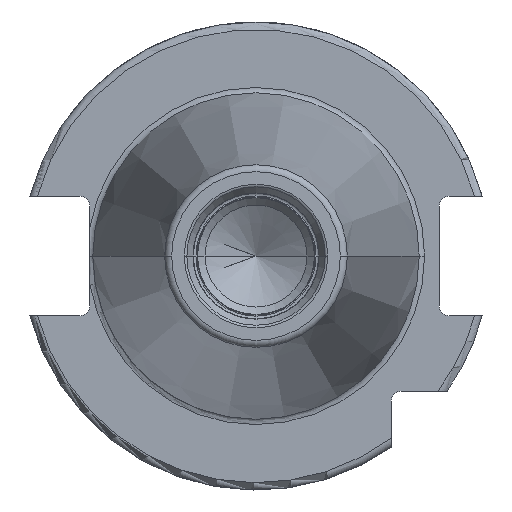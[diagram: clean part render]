
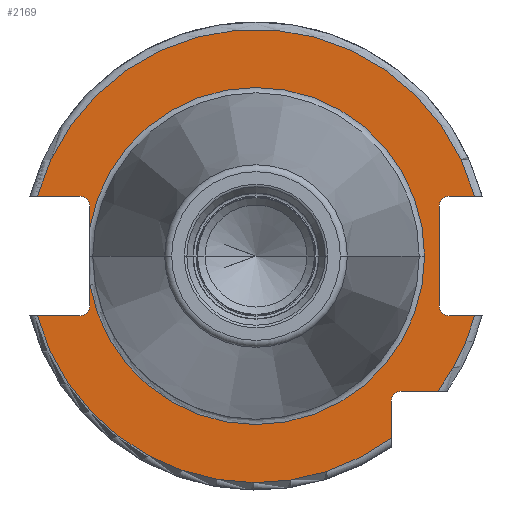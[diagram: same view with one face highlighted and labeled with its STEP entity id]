
A CAD part, left-side view. The second image highlights one B-rep face of the part: STEP entity #2169.
In plain terms, the highlighted planar face has unit normal (-1, 0, 0).
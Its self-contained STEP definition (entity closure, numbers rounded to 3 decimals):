
#105=CARTESIAN_POINT('',(3.2,22.55,-3.842));
#117=CARTESIAN_POINT('',(3.2,0.,0.));
#118=DIRECTION('',(-1.,0.,0.));
#119=DIRECTION('',(0.,0.986,-0.168));
#120=AXIS2_PLACEMENT_3D('',#117,#118,#119);
#135=CARTESIAN_POINT('',(3.2,23.9,-6.75));
#136=DIRECTION('',(1.,0.,0.));
#137=DIRECTION('',(0.,-1.,0.));
#138=AXIS2_PLACEMENT_3D('',#135,#136,#137);
#299=CARTESIAN_POINT('',(3.2,23.9,6.75));
#300=DIRECTION('',(1.,0.,0.));
#301=DIRECTION('',(0.,0.,1.));
#302=AXIS2_PLACEMENT_3D('',#299,#300,#301);
#344=CARTESIAN_POINT('',(3.2,-26.2,6.75));
#345=DIRECTION('',(1.,0.,0.));
#346=DIRECTION('',(0.,1.,0.));
#347=AXIS2_PLACEMENT_3D('',#344,#345,#346);
#362=CARTESIAN_POINT('',(3.2,-26.2,-6.75));
#363=DIRECTION('',(1.,0.,0.));
#364=DIRECTION('',(0.,0.,-1.));
#365=AXIS2_PLACEMENT_3D('',#362,#363,#364);
#429=DIRECTION('',(0.,0.,-1.));
#430=VECTOR('',#429,2.908);
#431=CARTESIAN_POINT('',(3.2,22.55,6.75));
#432=LINE('',#431,#430);
#433=DIRECTION('',(0.,-1.,0.));
#434=VECTOR('',#433,5.777);
#435=CARTESIAN_POINT('',(3.2,29.677,8.1));
#436=LINE('',#435,#434);
#437=CARTESIAN_POINT('',(3.2,0.,0.));
#438=DIRECTION('',(1.,0.,0.));
#439=DIRECTION('',(0.,0.965,0.263));
#440=AXIS2_PLACEMENT_3D('',#437,#438,#439);
#442=DIRECTION('',(0.,1.,0.));
#443=VECTOR('',#442,3.477);
#444=CARTESIAN_POINT('',(3.2,-29.677,8.1));
#445=LINE('',#444,#443);
#446=DIRECTION('',(0.,0.,1.));
#447=VECTOR('',#446,13.5);
#448=CARTESIAN_POINT('',(3.2,-24.85,-6.75));
#449=LINE('',#448,#447);
#450=DIRECTION('',(0.,1.,0.));
#451=VECTOR('',#450,3.477);
#452=CARTESIAN_POINT('',(3.2,-29.677,-8.1));
#453=LINE('',#452,#451);
#454=CARTESIAN_POINT('',(3.2,0.,0.));
#455=DIRECTION('',(-1.,0.,0.));
#456=DIRECTION('',(0.,-0.803,-0.597));
#457=AXIS2_PLACEMENT_3D('',#454,#455,#456);
#459=DIRECTION('',(0.,-1.,0.));
#460=VECTOR('',#459,4.99);
#461=CARTESIAN_POINT('',(3.2,-19.7,-18.35));
#462=LINE('',#461,#460);
#463=DIRECTION('',(0.,0.,1.));
#464=VECTOR('',#463,4.99);
#465=CARTESIAN_POINT('',(3.2,-18.35,-24.69));
#466=LINE('',#465,#464);
#467=CARTESIAN_POINT('',(3.2,0.,0.));
#468=DIRECTION('',(-1.,0.,0.));
#469=DIRECTION('',(0.,0.965,-0.263));
#470=AXIS2_PLACEMENT_3D('',#467,#468,#469);
#472=DIRECTION('',(0.,-1.,0.));
#473=VECTOR('',#472,5.777);
#474=CARTESIAN_POINT('',(3.2,29.677,-8.1));
#475=LINE('',#474,#473);
#476=DIRECTION('',(0.,0.,-1.));
#477=VECTOR('',#476,2.908);
#478=CARTESIAN_POINT('',(3.2,22.55,-3.842));
#479=LINE('',#478,#477);
#489=CARTESIAN_POINT('',(3.2,29.677,8.1));
#496=CARTESIAN_POINT('',(3.2,-29.677,8.1));
#916=CARTESIAN_POINT('',(3.2,29.677,-8.1));
#952=CARTESIAN_POINT('',(3.2,-29.677,-8.1));
#979=CARTESIAN_POINT('',(3.2,-19.7,-19.7));
#980=DIRECTION('',(1.,0.,0.));
#981=DIRECTION('',(0.,1.,0.));
#982=AXIS2_PLACEMENT_3D('',#979,#980,#981);
#1050=CARTESIAN_POINT('',(3.2,22.55,3.842));
#1061=CARTESIAN_POINT('',(3.2,0.,0.));
#1062=DIRECTION('',(1.,0.,0.));
#1063=DIRECTION('',(0.,0.986,0.168));
#1064=AXIS2_PLACEMENT_3D('',#1061,#1062,#1063);
#1284=CARTESIAN_POINT('',(3.2,-22.875,0.));
#1286=VERTEX_POINT('',#1284);
#1426=VERTEX_POINT('',#1050);
#1428=VERTEX_POINT('',#105);
#1431=VERTEX_POINT('',#489);
#1432=VERTEX_POINT('',#496);
#1435=VERTEX_POINT('',#916);
#1436=VERTEX_POINT('',#952);
#1451=CARTESIAN_POINT('',(3.2,-18.35,-24.69));
#1452=VERTEX_POINT('',#1451);
#1454=CARTESIAN_POINT('',(3.2,23.9,-8.1));
#1456=VERTEX_POINT('',#1454);
#1458=CARTESIAN_POINT('',(3.2,23.9,8.1));
#1460=VERTEX_POINT('',#1458);
#1462=CARTESIAN_POINT('',(3.2,-24.85,-6.75));
#1464=VERTEX_POINT('',#1462);
#1466=CARTESIAN_POINT('',(3.2,-26.2,-8.1));
#1468=VERTEX_POINT('',#1466);
#1470=CARTESIAN_POINT('',(3.2,-26.2,8.1));
#1472=VERTEX_POINT('',#1470);
#1474=CARTESIAN_POINT('',(3.2,-24.85,6.75));
#1476=VERTEX_POINT('',#1474);
#1483=CARTESIAN_POINT('',(3.2,22.55,6.75));
#1484=VERTEX_POINT('',#1483);
#1485=CARTESIAN_POINT('',(3.2,22.55,-6.75));
#1486=VERTEX_POINT('',#1485);
#1487=CARTESIAN_POINT('',(3.2,-19.7,-18.35));
#1488=CARTESIAN_POINT('',(3.2,-24.69,-18.35));
#1489=VERTEX_POINT('',#1487);
#1490=VERTEX_POINT('',#1488);
#1491=CARTESIAN_POINT('',(3.2,-18.35,-19.7));
#1492=VERTEX_POINT('',#1491);
#2136=CARTESIAN_POINT('',(3.2,0.,0.));
#2137=DIRECTION('',(1.,0.,0.));
#2138=DIRECTION('',(0.,-1.,0.));
#2139=AXIS2_PLACEMENT_3D('',#2136,#2137,#2138);
#2140=PLANE('',#2139);
#2141=ORIENTED_EDGE('',*,*,#1690,.F.);
#2142=ORIENTED_EDGE('',*,*,#1911,.F.);
#2143=ORIENTED_EDGE('',*,*,#1945,.F.);
#2145=ORIENTED_EDGE('',*,*,#2144,.T.);
#2146=ORIENTED_EDGE('',*,*,#1971,.T.);
#2147=ORIENTED_EDGE('',*,*,#2007,.F.);
#2148=ORIENTED_EDGE('',*,*,#2019,.F.);
#2149=ORIENTED_EDGE('',*,*,#2035,.F.);
#2150=ORIENTED_EDGE('',*,*,#2069,.F.);
#2152=ORIENTED_EDGE('',*,*,#2151,.F.);
#2154=ORIENTED_EDGE('',*,*,#2153,.F.);
#2156=ORIENTED_EDGE('',*,*,#2155,.F.);
#2158=ORIENTED_EDGE('',*,*,#2157,.F.);
#2160=ORIENTED_EDGE('',*,*,#2159,.F.);
#2161=ORIENTED_EDGE('',*,*,#2109,.T.);
#2162=ORIENTED_EDGE('',*,*,#1710,.F.);
#2163=ORIENTED_EDGE('',*,*,#1695,.F.);
#2164=ORIENTED_EDGE('',*,*,#1672,.T.);
#2166=ORIENTED_EDGE('',*,*,#2165,.F.);
#2167=EDGE_LOOP('',(#2141,#2142,#2143,#2145,#2146,#2147,#2148,#2149,#2150,#2152,
#2154,#2156,#2158,#2160,#2161,#2162,#2163,#2164,#2166));
#2168=FACE_OUTER_BOUND('',#2167,.F.);
#2169=ADVANCED_FACE('',(#2168),#2140,.F.);
#121=CIRCLE('',#120,22.875);
#139=CIRCLE('',#138,1.35);
#303=CIRCLE('',#302,1.35);
#348=CIRCLE('',#347,1.35);
#366=CIRCLE('',#365,1.35);
#441=CIRCLE('',#440,30.763);
#458=CIRCLE('',#457,30.763);
#471=CIRCLE('',#470,30.763);
#983=CIRCLE('',#982,1.35);
#1065=CIRCLE('',#1064,22.875);
#1672=EDGE_CURVE('',#1428,#1286,#121,.T.);
#1690=EDGE_CURVE('',#1484,#1426,#432,.T.);
#1695=EDGE_CURVE('',#1428,#1486,#479,.T.);
#1710=EDGE_CURVE('',#1486,#1456,#139,.T.);
#1911=EDGE_CURVE('',#1460,#1484,#303,.T.);
#1945=EDGE_CURVE('',#1431,#1460,#436,.T.);
#1971=EDGE_CURVE('',#1432,#1472,#445,.T.);
#2007=EDGE_CURVE('',#1476,#1472,#348,.T.);
#2019=EDGE_CURVE('',#1464,#1476,#449,.T.);
#2035=EDGE_CURVE('',#1468,#1464,#366,.T.);
#2069=EDGE_CURVE('',#1436,#1468,#453,.T.);
#2109=EDGE_CURVE('',#1435,#1456,#475,.T.);
#2144=EDGE_CURVE('',#1431,#1432,#441,.T.);
#2151=EDGE_CURVE('',#1490,#1436,#458,.T.);
#2153=EDGE_CURVE('',#1489,#1490,#462,.T.);
#2155=EDGE_CURVE('',#1492,#1489,#983,.T.);
#2157=EDGE_CURVE('',#1452,#1492,#466,.T.);
#2159=EDGE_CURVE('',#1435,#1452,#471,.T.);
#2165=EDGE_CURVE('',#1426,#1286,#1065,.T.);
